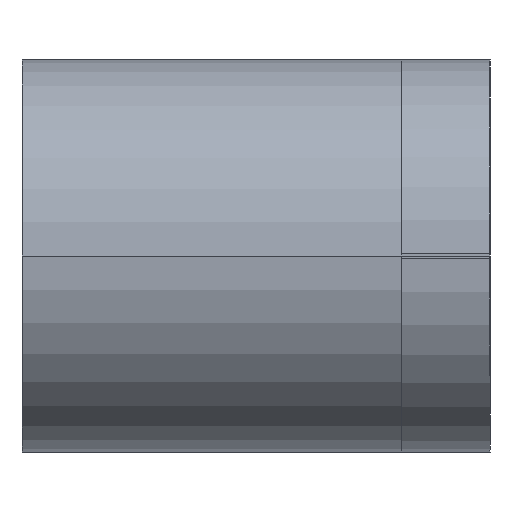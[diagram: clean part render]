
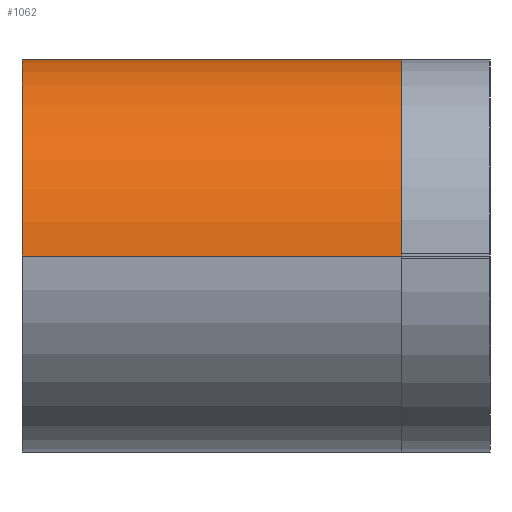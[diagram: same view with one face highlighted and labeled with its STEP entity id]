
A CAD part, left-side view. The second image highlights one B-rep face of the part: STEP entity #1062.
In plain terms, the highlighted cylindrical face has radius 4.55 mm (diameter 9.1 mm), a partial arc.
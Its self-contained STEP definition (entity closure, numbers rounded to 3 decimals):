
#8 = CARTESIAN_POINT ( 'NONE',  ( -5.69, -16.244, 4.55 ) ) ;
#141 = VECTOR ( 'NONE', #193, 1000. ) ;
#165 = DIRECTION ( 'NONE',  ( 0., 1., 0. ) ) ;
#193 = DIRECTION ( 'NONE',  ( 0., 1., 0. ) ) ;
#220 = CIRCLE ( 'NONE', #319, 4.55 ) ;
#319 = AXIS2_PLACEMENT_3D ( 'NONE', #1045, #165, #1158 ) ;
#403 = DIRECTION ( 'NONE',  ( 0., 1., 0. ) ) ;
#446 = AXIS2_PLACEMENT_3D ( 'NONE', #859, #970, #1255 ) ;
#476 = VERTEX_POINT ( 'NONE', #862 ) ;
#516 = CARTESIAN_POINT ( 'NONE',  ( -1.14, -16.244, 9.1 ) ) ;
#541 = VERTEX_POINT ( 'NONE', #960 ) ;
#588 = VERTEX_POINT ( 'NONE', #983 ) ;
#590 = CIRCLE ( 'NONE', #446, 4.55 ) ;
#602 = ORIENTED_EDGE ( 'NONE', *, *, #923, .T. ) ;
#610 = LINE ( 'NONE', #516, #141 ) ;
#662 = ORIENTED_EDGE ( 'NONE', *, *, #1213, .F. ) ;
#702 = EDGE_CURVE ( 'NONE', #588, #541, #884, .T. ) ;
#766 = EDGE_LOOP ( 'NONE', ( #1206, #846, #602, #662 ) ) ;
#773 = VECTOR ( 'NONE', #403, 1000. ) ;
#787 = VERTEX_POINT ( 'NONE', #1114 ) ;
#822 = CARTESIAN_POINT ( 'NONE',  ( -1.14, -16.244, 4.55 ) ) ;
#846 = ORIENTED_EDGE ( 'NONE', *, *, #1189, .F. ) ;
#859 = CARTESIAN_POINT ( 'NONE',  ( -1.14, -3.375, 4.55 ) ) ;
#862 = CARTESIAN_POINT ( 'NONE',  ( -1.14, 5.425, 9.1 ) ) ;
#884 = LINE ( 'NONE', #8, #773 ) ;
#923 = EDGE_CURVE ( 'NONE', #787, #476, #610, .T. ) ;
#926 = DIRECTION ( 'NONE',  ( -1., 0., 0. ) ) ;
#960 = CARTESIAN_POINT ( 'NONE',  ( -5.69, 5.425, 4.55 ) ) ;
#970 = DIRECTION ( 'NONE',  ( 0., -1., 0. ) ) ;
#983 = CARTESIAN_POINT ( 'NONE',  ( -5.69, -3.375, 4.55 ) ) ;
#999 = AXIS2_PLACEMENT_3D ( 'NONE', #822, #1211, #926 ) ;
#1045 = CARTESIAN_POINT ( 'NONE',  ( -1.14, 5.425, 4.55 ) ) ;
#1062 = ADVANCED_FACE ( 'NONE', ( #1198 ), #1104, .T. ) ;
#1104 = CYLINDRICAL_SURFACE ( 'NONE', #999, 4.55 ) ;
#1114 = CARTESIAN_POINT ( 'NONE',  ( -1.14, -3.375, 9.1 ) ) ;
#1158 = DIRECTION ( 'NONE',  ( -1., 0., 0. ) ) ;
#1189 = EDGE_CURVE ( 'NONE', #787, #588, #590, .T. ) ;
#1198 = FACE_OUTER_BOUND ( 'NONE', #766, .T. ) ;
#1206 = ORIENTED_EDGE ( 'NONE', *, *, #702, .F. ) ;
#1211 = DIRECTION ( 'NONE',  ( 0., 1., 0. ) ) ;
#1213 = EDGE_CURVE ( 'NONE', #541, #476, #220, .T. ) ;
#1255 = DIRECTION ( 'NONE',  ( -1., 0., 0. ) ) ;
